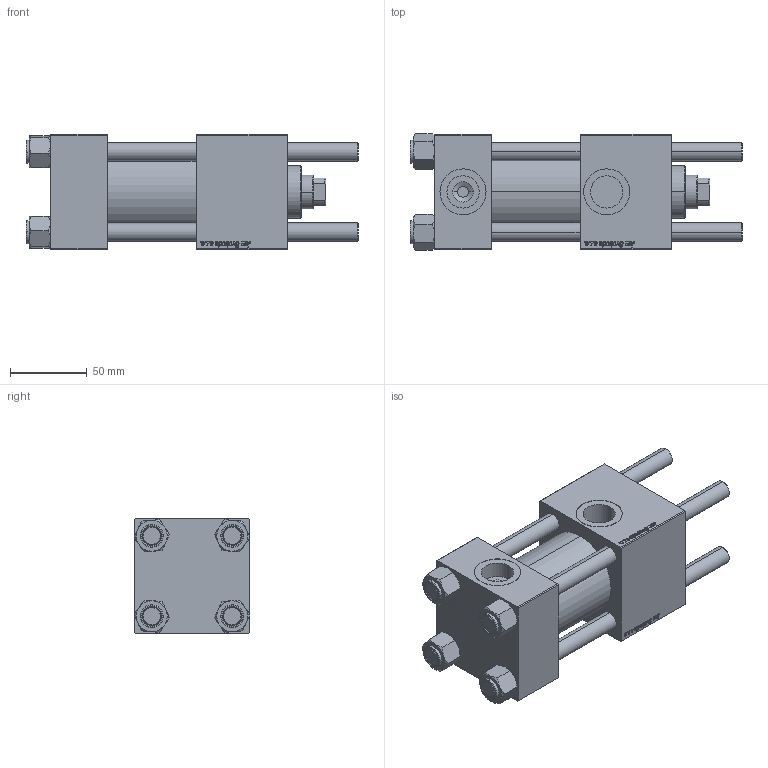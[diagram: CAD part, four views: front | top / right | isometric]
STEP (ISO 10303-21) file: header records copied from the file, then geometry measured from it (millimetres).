
FILE_DESCRIPTION (( 'STEP AP203' ), '1' );
FILE_NAME ('9077.STEP', '2022-04-14T14:54:28', ( '' ), ( '' ), 'SwSTEP 2.0', 'SolidWorks 2019', '' );
FILE_SCHEMA (( 'CONFIG_CONTROL_DESIGN' ));
Length unit declared in the file: millimetre
Products named in the file (6): V215_VC_A 484a972a43e1503d4e20a7b52dab345b; V215CR_B_TYCINKA 484a972a43e1503d4e20a7b52dab345b; 9077; V215CR_VCP_B 484a972a43e1503d4e20a7b52dab345b; V215CR_B-1 484a972a43e1503d4e20a7b52dab345b; NUT_M5_B 484a972a43e1503d4e20a7b52dab345b
Assembly tree (11 placements, depth 2):
  9077
    V215CR_B-1 484a972a43e1503d4e20a7b52dab345b
    V215CR_VCP_B 484a972a43e1503d4e20a7b52dab345b
    NUT_M5_B 484a972a43e1503d4e20a7b52dab345b  x4
    V215CR_B_TYCINKA 484a972a43e1503d4e20a7b52dab345b  x4
    V215_VC_A 484a972a43e1503d4e20a7b52dab345b
Bounding box: 216 x 75.45 x 75 mm (x, y, z)
Volume: 690011.2 mm3; surface area: 163709.8 mm2
Topology: 11 solids, 11 shells, 1164 faces, 2942 edges, 1909 vertices
Faces by surface type: bspline 504, plane 434, cone 136, cylinder 82, torus 8
Entity records: 56882 total; most frequent: CARTESIAN_POINT 34000, ORIENTED_EDGE 5376, DIRECTION 2954, EDGE_CURVE 2688, VERTEX_POINT 1765, LINE 1444, VECTOR 1444, EDGE_LOOP 1169
